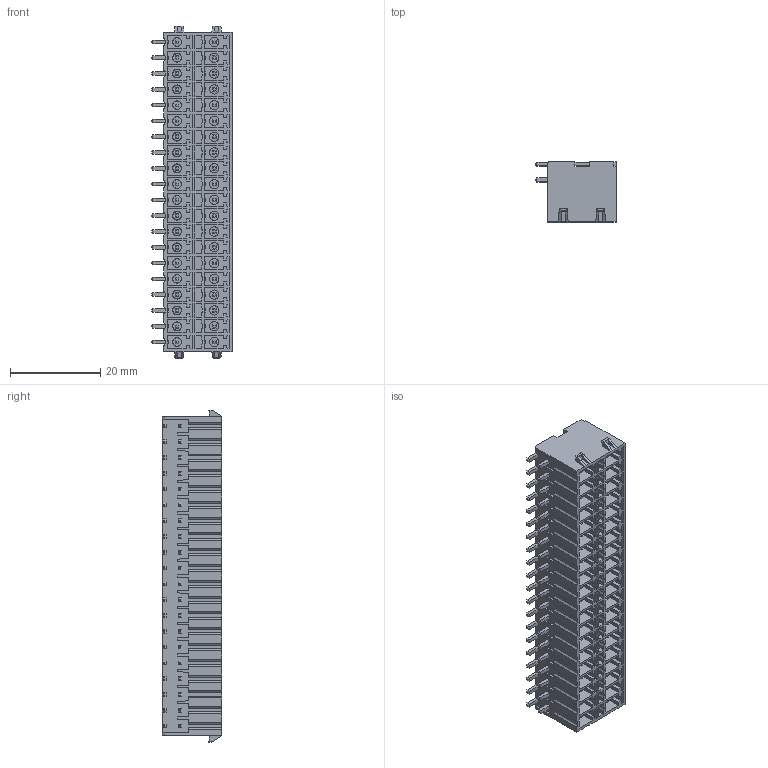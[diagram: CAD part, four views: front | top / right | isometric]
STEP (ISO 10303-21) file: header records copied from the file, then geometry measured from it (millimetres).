
FILE_DESCRIPTION((''),'2;1');
FILE_NAME('TLPHDL-007R-1','2024-09-18T13:46:45',('sheji109'),(''),'CREO PARAMETRIC BY PTC INC, 2018100','CREO PARAMETRIC BY PTC INC, 2018100','');
FILE_SCHEMA(('CONFIG_CONTROL_DESIGN'));
Products named in the file (1): TLPHDL-007R-1
Bounding box: 17.8 x 13.3 x 73.6 mm (x, y, z)
Volume: 9683.5 mm3; surface area: 12423.7 mm2
Topology: 1 solids, 1 shells, 2202 faces, 5724 edges, 3704 vertices
Faces by surface type: plane 1948, cylinder 174, cone 80
Entity records: 66299 total; most frequent: CARTESIAN_POINT 12113, ORIENTED_EDGE 11448, DIRECTION 10472, EDGE_CURVE 5724, VECTOR 5168, LINE 5168, VERTEX_POINT 3704, AXIS2_PLACEMENT_3D 2652
